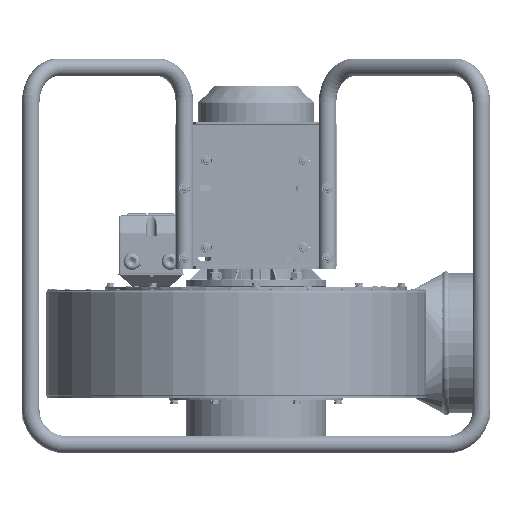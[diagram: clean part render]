
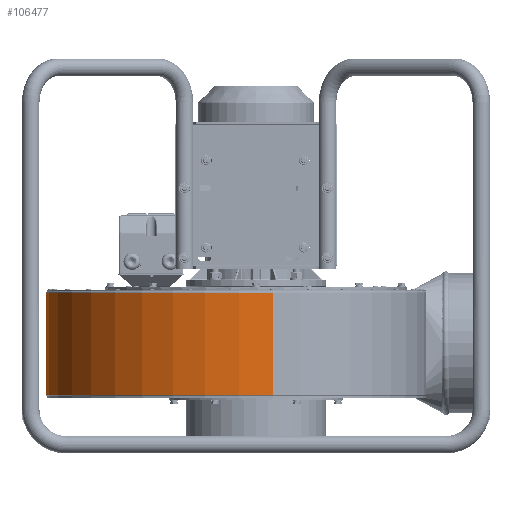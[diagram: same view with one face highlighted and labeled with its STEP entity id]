
A CAD part, front view. The second image highlights one B-rep face of the part: STEP entity #106477.
In plain terms, the highlighted cylindrical face has radius 285.5 mm (diameter 571 mm), a partial arc.
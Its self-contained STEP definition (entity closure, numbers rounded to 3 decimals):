
#9636=FACE_OUTER_BOUND('',#15917,.T.);
#15917=EDGE_LOOP('',(#69216,#69217,#69218,#69219));
#22964=LINE('',#151564,#30990);
#22966=LINE('',#151572,#30992);
#30990=VECTOR('',#123369,10.);
#30992=VECTOR('',#123377,10.);
#39241=CIRCLE('',#113151,285.5);
#39242=CIRCLE('',#113152,285.5);
#43206=VERTEX_POINT('',#151560);
#43208=VERTEX_POINT('',#151563);
#43210=VERTEX_POINT('',#151569);
#43211=VERTEX_POINT('',#151571);
#53307=EDGE_CURVE('',#43206,#43208,#22964,.T.);
#53310=EDGE_CURVE('',#43210,#43206,#39241,.T.);
#53311=EDGE_CURVE('',#43210,#43211,#22966,.T.);
#53312=EDGE_CURVE('',#43208,#43211,#39242,.T.);
#69216=ORIENTED_EDGE('',*,*,#53310,.F.);
#69217=ORIENTED_EDGE('',*,*,#53311,.T.);
#69218=ORIENTED_EDGE('',*,*,#53312,.F.);
#69219=ORIENTED_EDGE('',*,*,#53307,.F.);
#98789=CYLINDRICAL_SURFACE('',#113150,285.5);
#106477=ADVANCED_FACE('',(#9636),#98789,.T.);
#113150=AXIS2_PLACEMENT_3D('',#151568,#123373,#123374);
#113151=AXIS2_PLACEMENT_3D('',#151570,#123375,#123376);
#113152=AXIS2_PLACEMENT_3D('',#151573,#123378,#123379);
#123369=DIRECTION('',(0.,0.,1.));
#123373=DIRECTION('center_axis',(0.,0.,1.));
#123374=DIRECTION('ref_axis',(-1.,0.,0.));
#123375=DIRECTION('center_axis',(0.,0.,-1.));
#123376=DIRECTION('ref_axis',(-0.656,-0.755,0.));
#123377=DIRECTION('',(0.,0.,1.));
#123378=DIRECTION('center_axis',(0.,0.,1.));
#123379=DIRECTION('ref_axis',(-0.656,-0.755,0.));
#151560=CARTESIAN_POINT('',(-300.5,19.2,-148.125));
#151563=CARTESIAN_POINT('',(-300.5,19.2,-1.875));
#151564=CARTESIAN_POINT('',(-300.5,19.2,0.));
#151568=CARTESIAN_POINT('Origin',(-15.,19.2,-75.));
#151569=CARTESIAN_POINT('',(24.664,-263.531,-148.125));
#151570=CARTESIAN_POINT('Origin',(-15.,19.2,-148.125));
#151571=CARTESIAN_POINT('',(24.664,-263.531,-1.875));
#151572=CARTESIAN_POINT('',(24.664,-263.531,0.));
#151573=CARTESIAN_POINT('Origin',(-15.,19.2,-1.875));
